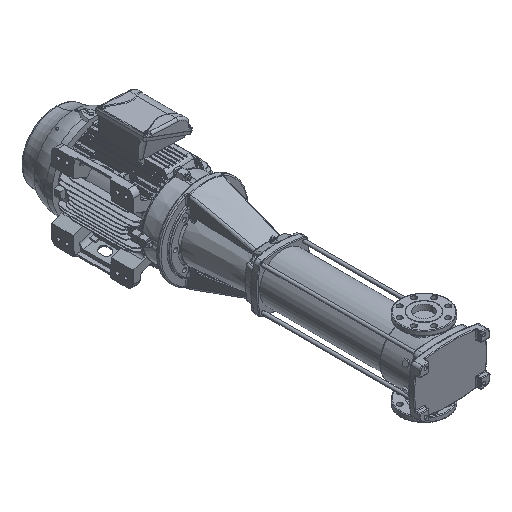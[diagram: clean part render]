
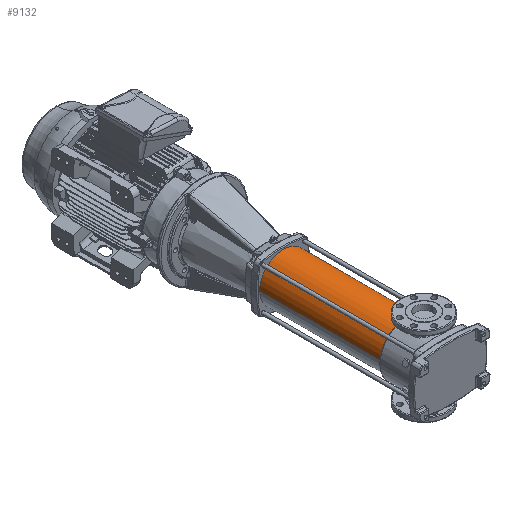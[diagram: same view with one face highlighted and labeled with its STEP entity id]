
A CAD part, isometric view. The second image highlights one B-rep face of the part: STEP entity #9132.
In plain terms, the highlighted cylindrical face has radius 108 mm (diameter 216 mm), a partial arc.
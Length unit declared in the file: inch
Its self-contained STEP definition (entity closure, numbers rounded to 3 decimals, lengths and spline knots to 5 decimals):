
#8741 = DIRECTION ( 'NONE',  ( 0., -1., 0. ) ) ;
#9132 = ADVANCED_FACE ( 'NONE', ( #21943 ), #126884, .T. ) ;
#10403 = ORIENTED_EDGE ( 'NONE', *, *, #42866, .F. ) ;
#13734 = DIRECTION ( 'NONE',  ( 0., 1., 0. ) ) ;
#20029 = EDGE_CURVE ( 'NONE', #65485, #40466, #110012, .T. ) ;
#20881 = AXIS2_PLACEMENT_3D ( 'NONE', #111631, #52115, #103504 ) ;
#21943 = FACE_OUTER_BOUND ( 'NONE', #90882, .T. ) ;
#40466 = VERTEX_POINT ( 'NONE', #62531 ) ;
#42321 = CARTESIAN_POINT ( 'NONE',  ( 0., 2.55906, 0. ) ) ;
#42866 = EDGE_CURVE ( 'NONE', #98619, #75407, #55842, .T. ) ;
#52115 = DIRECTION ( 'NONE',  ( 0., 1., 0. ) ) ;
#55842 = LINE ( 'NONE', #126356, #109161 ) ;
#62531 = CARTESIAN_POINT ( 'NONE',  ( 0., 24.42126, 4.25197 ) ) ;
#65485 = VERTEX_POINT ( 'NONE', #100014 ) ;
#69866 = EDGE_CURVE ( 'NONE', #98619, #65485, #130991, .T. ) ;
#71400 = DIRECTION ( 'NONE',  ( 0., 0., 1. ) ) ;
#72856 = EDGE_CURVE ( 'NONE', #40466, #75407, #154825, .T. ) ;
#75407 = VERTEX_POINT ( 'NONE', #141291 ) ;
#79896 = DIRECTION ( 'NONE',  ( 0., 0., 1. ) ) ;
#87278 = AXIS2_PLACEMENT_3D ( 'NONE', #118343, #8741, #71400 ) ;
#90882 = EDGE_LOOP ( 'NONE', ( #10403, #152551, #92035, #144827 ) ) ;
#92035 = ORIENTED_EDGE ( 'NONE', *, *, #20029, .T. ) ;
#98619 = VERTEX_POINT ( 'NONE', #105095 ) ;
#100014 = CARTESIAN_POINT ( 'NONE',  ( 0., 2.55906, 4.25197 ) ) ;
#103504 = DIRECTION ( 'NONE',  ( 0., 0., 1. ) ) ;
#105095 = CARTESIAN_POINT ( 'NONE',  ( 0., 2.55906, -4.25197 ) ) ;
#109161 = VECTOR ( 'NONE', #125585, 39.37008 ) ;
#110012 = LINE ( 'NONE', #120990, #150344 ) ;
#111631 = CARTESIAN_POINT ( 'NONE',  ( 0., 2.55906, 0. ) ) ;
#114374 = DIRECTION ( 'NONE',  ( 0., 1., 0. ) ) ;
#118343 = CARTESIAN_POINT ( 'NONE',  ( 0., 24.42126, 0. ) ) ;
#120990 = CARTESIAN_POINT ( 'NONE',  ( 0., 2.55906, 4.25197 ) ) ;
#125585 = DIRECTION ( 'NONE',  ( 0., 1., 0. ) ) ;
#126356 = CARTESIAN_POINT ( 'NONE',  ( 0., 2.55906, -4.25197 ) ) ;
#126884 = CYLINDRICAL_SURFACE ( 'NONE', #131305, 4.25197 ) ;
#130991 = CIRCLE ( 'NONE', #20881, 4.25197 ) ;
#131305 = AXIS2_PLACEMENT_3D ( 'NONE', #42321, #114374, #79896 ) ;
#141291 = CARTESIAN_POINT ( 'NONE',  ( 0., 24.42126, -4.25197 ) ) ;
#144827 = ORIENTED_EDGE ( 'NONE', *, *, #72856, .T. ) ;
#150344 = VECTOR ( 'NONE', #13734, 39.37008 ) ;
#152551 = ORIENTED_EDGE ( 'NONE', *, *, #69866, .T. ) ;
#154825 = CIRCLE ( 'NONE', #87278, 4.25197 ) ;
